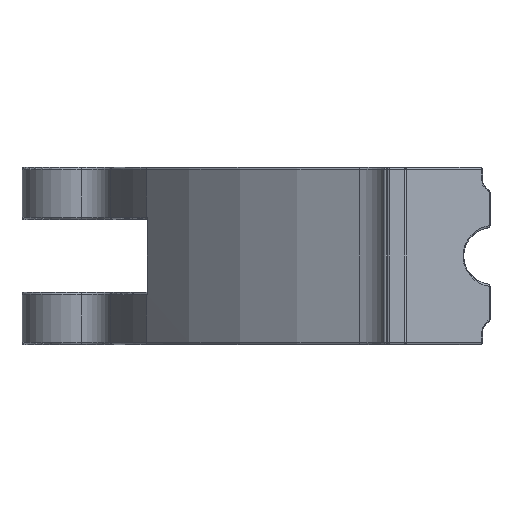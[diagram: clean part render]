
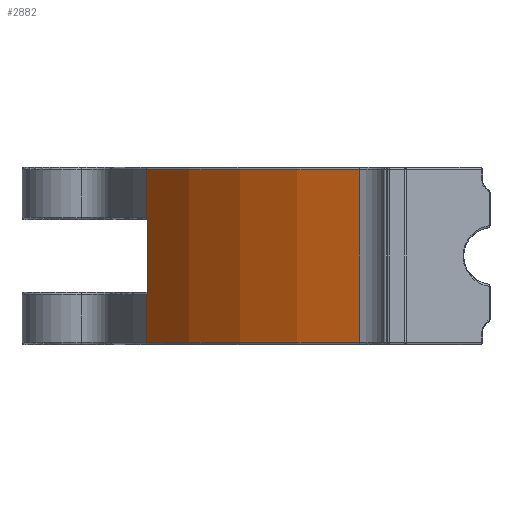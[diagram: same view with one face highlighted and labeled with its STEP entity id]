
A CAD part, front view. The second image highlights one B-rep face of the part: STEP entity #2882.
In plain terms, the highlighted cylindrical face has radius 51.75 mm (diameter 103.5 mm), a partial arc.
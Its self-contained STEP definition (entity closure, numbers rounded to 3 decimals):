
#14 = CARTESIAN_POINT ( 'NONE',  ( -42.75, -29.163, 6.257 ) ) ;
#78 = VERTEX_POINT ( 'NONE', #5886 ) ;
#128 = VERTEX_POINT ( 'NONE', #6371 ) ;
#251 = EDGE_CURVE ( 'NONE', #3183, #3577, #1664, .T. ) ;
#264 = CARTESIAN_POINT ( 'NONE',  ( -42.857, -29.006, 15.8 ) ) ;
#265 = EDGE_CURVE ( 'NONE', #78, #4313, #5563, .T. ) ;
#324 = VERTEX_POINT ( 'NONE', #4567 ) ;
#370 = CARTESIAN_POINT ( 'NONE',  ( -16.414, -49.078, 0.3 ) ) ;
#394 = CARTESIAN_POINT ( 'NONE',  ( -42.817, -29.065, 6.236 ) ) ;
#424 = CARTESIAN_POINT ( 'NONE',  ( -42.831, -29.044, 6.228 ) ) ;
#438 = VERTEX_POINT ( 'NONE', #1725 ) ;
#507 = CARTESIAN_POINT ( 'NONE',  ( 0., 0., 22. ) ) ;
#665 = VECTOR ( 'NONE', #3547, 1000. ) ;
#805 = CARTESIAN_POINT ( 'NONE',  ( -42.75, -29.163, 15.743 ) ) ;
#811 = EDGE_CURVE ( 'NONE', #4313, #324, #5405, .T. ) ;
#875 = CARTESIAN_POINT ( 'NONE',  ( -42.856, -29.007, 6.206 ) ) ;
#936 = LINE ( 'NONE', #4449, #5768 ) ;
#941 = CARTESIAN_POINT ( 'NONE',  ( -42.857, -29.006, 6.201 ) ) ;
#971 = CARTESIAN_POINT ( 'NONE',  ( -42.848, -29.019, 6.217 ) ) ;
#1004 = CARTESIAN_POINT ( 'NONE',  ( -42.827, -29.049, 6.23 ) ) ;
#1063 = ORIENTED_EDGE ( 'NONE', *, *, #4894, .T. ) ;
#1231 = CARTESIAN_POINT ( 'NONE',  ( -42.852, -29.014, 15.786 ) ) ;
#1259 = CARTESIAN_POINT ( 'NONE',  ( -42.816, -29.067, 15.764 ) ) ;
#1275 = ORIENTED_EDGE ( 'NONE', *, *, #811, .T. ) ;
#1304 = ORIENTED_EDGE ( 'NONE', *, *, #1903, .T. ) ;
#1393 = EDGE_CURVE ( 'NONE', #3183, #4994, #2373, .T. ) ;
#1465 = AXIS2_PLACEMENT_3D ( 'NONE', #507, #2861, #3908 ) ;
#1521 = CARTESIAN_POINT ( 'NONE',  ( -42.822, -29.057, 6.233 ) ) ;
#1620 = CARTESIAN_POINT ( 'NONE',  ( -42.857, -29.006, 22. ) ) ;
#1664 = LINE ( 'NONE', #5145, #665 ) ;
#1716 = ORIENTED_EDGE ( 'NONE', *, *, #1393, .T. ) ;
#1725 = CARTESIAN_POINT ( 'NONE',  ( -42.857, -29.006, 0.3 ) ) ;
#1739 = EDGE_CURVE ( 'NONE', #438, #3577, #2252, .T. ) ;
#1744 = AXIS2_PLACEMENT_3D ( 'NONE', #5685, #3824, #5746 ) ;
#1903 = EDGE_CURVE ( 'NONE', #128, #78, #4695, .T. ) ;
#1927 = FACE_OUTER_BOUND ( 'NONE', #2030, .T. ) ;
#1994 = DIRECTION ( 'NONE',  ( 0., 0., -1. ) ) ;
#1998 = CARTESIAN_POINT ( 'NONE',  ( -42.835, -29.039, 6.226 ) ) ;
#2030 = EDGE_LOOP ( 'NONE', ( #6320, #1275, #4147, #5267, #3923, #1716, #1063, #1304 ) ) ;
#2247 = CARTESIAN_POINT ( 'NONE',  ( -42.843, -29.026, 15.779 ) ) ;
#2252 = CIRCLE ( 'NONE', #1744, 51.75 ) ;
#2373 = CIRCLE ( 'NONE', #4038, 51.75 ) ;
#2383 = CARTESIAN_POINT ( 'NONE',  ( -42.855, -29.009, 6.208 ) ) ;
#2761 = CARTESIAN_POINT ( 'NONE',  ( -42.857, -29.006, 15.791 ) ) ;
#2834 = CARTESIAN_POINT ( 'NONE',  ( -42.856, -29.008, 6.207 ) ) ;
#2861 = DIRECTION ( 'NONE',  ( 0., 0., -1. ) ) ;
#2868 = CARTESIAN_POINT ( 'NONE',  ( -42.857, -29.006, 6.2 ) ) ;
#2882 = ADVANCED_FACE ( 'NONE', ( #1927 ), #3395, .T. ) ;
#2904 = CARTESIAN_POINT ( 'NONE',  ( -42.838, -29.033, 6.224 ) ) ;
#2935 = CARTESIAN_POINT ( 'NONE',  ( -42.853, -29.012, 6.212 ) ) ;
#2967 = CARTESIAN_POINT ( 'NONE',  ( -42.85, -29.016, 6.215 ) ) ;
#3183 = VERTEX_POINT ( 'NONE', #3472 ) ;
#3199 = CARTESIAN_POINT ( 'NONE',  ( -42.788, -29.108, 15.753 ) ) ;
#3305 = VECTOR ( 'NONE', #3634, 1000. ) ;
#3395 = CYLINDRICAL_SURFACE ( 'NONE', #1465, 51.75 ) ;
#3460 = CARTESIAN_POINT ( 'NONE',  ( -42.857, -29.006, 21.7 ) ) ;
#3472 = CARTESIAN_POINT ( 'NONE',  ( -16.414, -49.078, 21.7 ) ) ;
#3547 = DIRECTION ( 'NONE',  ( 0., 0., -1. ) ) ;
#3577 = VERTEX_POINT ( 'NONE', #370 ) ;
#3634 = DIRECTION ( 'NONE',  ( 0., 0., -1. ) ) ;
#3785 = CARTESIAN_POINT ( 'NONE',  ( -42.769, -29.136, 15.748 ) ) ;
#3824 = DIRECTION ( 'NONE',  ( 0., 0., 1. ) ) ;
#3854 = CARTESIAN_POINT ( 'NONE',  ( -42.857, -29.006, 6.204 ) ) ;
#3908 = DIRECTION ( 'NONE',  ( -1., 0., 0. ) ) ;
#3923 = ORIENTED_EDGE ( 'NONE', *, *, #251, .F. ) ;
#3979 = CARTESIAN_POINT ( 'NONE',  ( -42.774, -29.127, 6.251 ) ) ;
#4038 = AXIS2_PLACEMENT_3D ( 'NONE', #6212, #5183, #6090 ) ;
#4094 = CARTESIAN_POINT ( 'NONE',  ( -42.75, -29.163, 6.257 ) ) ;
#4147 = ORIENTED_EDGE ( 'NONE', *, *, #4658, .T. ) ;
#4197 = CARTESIAN_POINT ( 'NONE',  ( -42.825, -29.053, 15.768 ) ) ;
#4313 = VERTEX_POINT ( 'NONE', #4094 ) ;
#4324 = CARTESIAN_POINT ( 'NONE',  ( -42.854, -29.01, 6.21 ) ) ;
#4357 = CARTESIAN_POINT ( 'NONE',  ( -42.811, -29.074, 6.238 ) ) ;
#4449 = CARTESIAN_POINT ( 'NONE',  ( -42.857, -29.006, 22. ) ) ;
#4454 = CARTESIAN_POINT ( 'NONE',  ( -42.762, -29.145, 6.254 ) ) ;
#4567 = CARTESIAN_POINT ( 'NONE',  ( -42.857, -29.006, 6.2 ) ) ;
#4658 = EDGE_CURVE ( 'NONE', #324, #438, #5551, .T. ) ;
#4695 = B_SPLINE_CURVE_WITH_KNOTS ( 'NONE', 3,
 ( #264, #2761, #1231, #2247, #5220, #4197, #1259, #3199, #3785, #805 ),
 .UNSPECIFIED., .F., .F.,
 ( 4, 2, 2, 2, 4 ),
 ( 0., 0., 0., 0., 0. ),
 .UNSPECIFIED. ) ;
#4807 = CARTESIAN_POINT ( 'NONE',  ( -42.857, -29.007, 6.205 ) ) ;
#4841 = CARTESIAN_POINT ( 'NONE',  ( -42.787, -29.11, 6.247 ) ) ;
#4894 = EDGE_CURVE ( 'NONE', #4994, #128, #936, .T. ) ;
#4994 = VERTEX_POINT ( 'NONE', #3460 ) ;
#5017 = DIRECTION ( 'NONE',  ( 0., 0., -1. ) ) ;
#5116 = CARTESIAN_POINT ( 'NONE',  ( -42.75, -29.163, 22. ) ) ;
#5145 = CARTESIAN_POINT ( 'NONE',  ( -16.414, -49.078, 22. ) ) ;
#5183 = DIRECTION ( 'NONE',  ( 0., 0., -1. ) ) ;
#5220 = CARTESIAN_POINT ( 'NONE',  ( -42.839, -29.033, 15.776 ) ) ;
#5267 = ORIENTED_EDGE ( 'NONE', *, *, #1739, .T. ) ;
#5292 = CARTESIAN_POINT ( 'NONE',  ( -42.852, -29.013, 6.213 ) ) ;
#5324 = CARTESIAN_POINT ( 'NONE',  ( -42.857, -29.006, 6.2 ) ) ;
#5355 = CARTESIAN_POINT ( 'NONE',  ( -42.846, -29.023, 6.219 ) ) ;
#5387 = CARTESIAN_POINT ( 'NONE',  ( -42.841, -29.03, 6.223 ) ) ;
#5405 = B_SPLINE_CURVE_WITH_KNOTS ( 'NONE', 3,
 ( #14, #4454, #3979, #4841, #5929, #6354, #4357, #394, #1521, #1004, #424, #1998, #2904, #5387, #5899, #5355, #971, #2967, #5292, #2935, #4324, #2383, #2834, #875, #4807, #3854, #6322, #941, #6291, #5324, #2868 ),
 .UNSPECIFIED., .F., .F.,
 ( 4, 3, 3, 3, 3, 3, 3, 3, 3, 3, 4 ),
 ( 0., 0., 0., 0., 0., 0., 0., 0., 0., 0., 0. ),
 .UNSPECIFIED. ) ;
#5551 = LINE ( 'NONE', #1620, #3305 ) ;
#5563 = LINE ( 'NONE', #5116, #6327 ) ;
#5685 = CARTESIAN_POINT ( 'NONE',  ( 0., 0., 0.3 ) ) ;
#5746 = DIRECTION ( 'NONE',  ( 1., 0., 0. ) ) ;
#5768 = VECTOR ( 'NONE', #1994, 1000. ) ;
#5886 = CARTESIAN_POINT ( 'NONE',  ( -42.75, -29.163, 15.743 ) ) ;
#5899 = CARTESIAN_POINT ( 'NONE',  ( -42.843, -29.026, 6.221 ) ) ;
#5929 = CARTESIAN_POINT ( 'NONE',  ( -42.795, -29.097, 6.244 ) ) ;
#6090 = DIRECTION ( 'NONE',  ( 1., 0., 0. ) ) ;
#6212 = CARTESIAN_POINT ( 'NONE',  ( 0., 0., 21.7 ) ) ;
#6291 = CARTESIAN_POINT ( 'NONE',  ( -42.857, -29.006, 6.201 ) ) ;
#6320 = ORIENTED_EDGE ( 'NONE', *, *, #265, .T. ) ;
#6322 = CARTESIAN_POINT ( 'NONE',  ( -42.857, -29.006, 6.202 ) ) ;
#6327 = VECTOR ( 'NONE', #5017, 1000. ) ;
#6354 = CARTESIAN_POINT ( 'NONE',  ( -42.803, -29.085, 6.241 ) ) ;
#6371 = CARTESIAN_POINT ( 'NONE',  ( -42.857, -29.006, 15.8 ) ) ;
